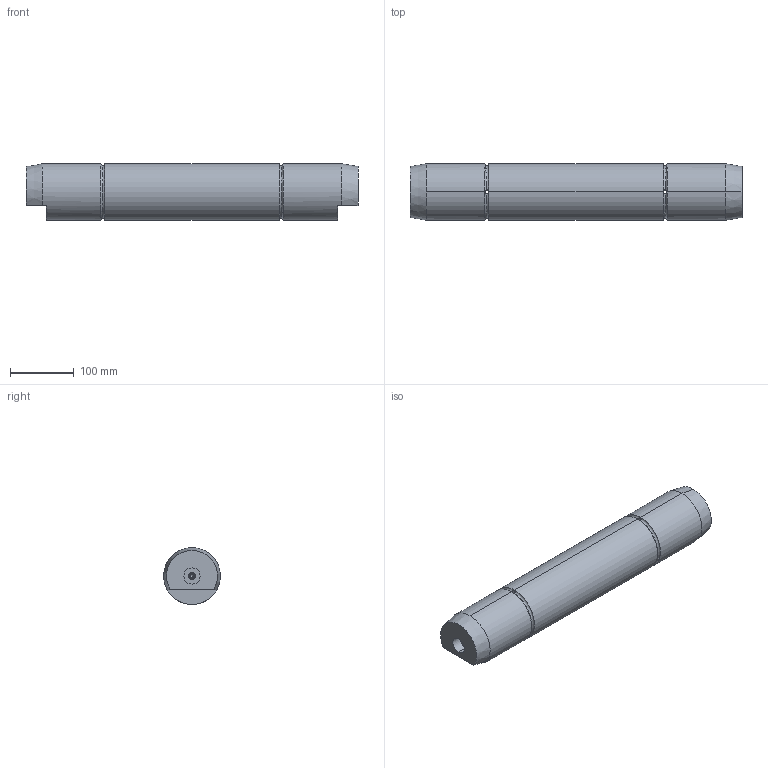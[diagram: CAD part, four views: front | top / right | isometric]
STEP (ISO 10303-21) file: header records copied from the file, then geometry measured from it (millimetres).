
FILE_DESCRIPTION (( 'STEP AP203' ), '1' );
FILE_NAME ('0264799.STEP', '2013-02-28T03:48:25', ( 'OI' ), ( 'OI' ), 'SwSTEP 2.0', 'SolidWorks 2012', '' );
FILE_SCHEMA (( 'CONFIG_CONTROL_DESIGN' ));
Length unit declared in the file: inch
Products named in the file (1): 0264799
Bounding box: 520.7 x 88.9 x 88.9 mm (x, y, z)
Volume: 3092802.6 mm3; surface area: 166411.5 mm2
Topology: 1 solids, 1 shells, 63 faces, 162 edges, 95 vertices
Faces by surface type: cylinder 30, cone 15, plane 10, torus 8
Entity records: 2374 total; most frequent: CARTESIAN_POINT 833, ORIENTED_EDGE 316, DIRECTION 305, EDGE_CURVE 158, AXIS2_PLACEMENT_3D 127, VERTEX_POINT 95, EDGE_LOOP 69, ADVANCED_FACE 63
